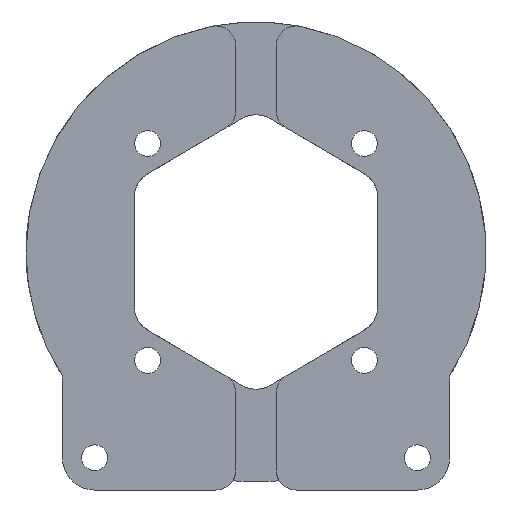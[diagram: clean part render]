
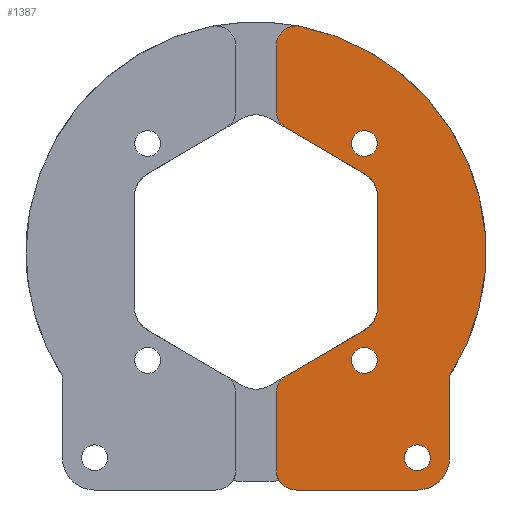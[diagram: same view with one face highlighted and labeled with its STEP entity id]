
A CAD part, front view. The second image highlights one B-rep face of the part: STEP entity #1387.
In plain terms, the highlighted planar face has unit normal (0, -1, 0).
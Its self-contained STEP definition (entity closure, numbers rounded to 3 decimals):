
#43=FACE_BOUND('',#180,.T.);
#44=FACE_BOUND('',#181,.T.);
#45=FACE_BOUND('',#182,.T.);
#63=PLANE('',#1498);
#94=FACE_OUTER_BOUND('',#179,.T.);
#179=EDGE_LOOP('',(#951,#952,#953,#954,#955,#956,#957,#958,#959,#960,#961,
#962,#963,#964,#965));
#180=EDGE_LOOP('',(#966));
#181=EDGE_LOOP('',(#967));
#182=EDGE_LOOP('',(#968));
#289=LINE('',#2199,#383);
#292=LINE('',#2205,#386);
#293=LINE('',#2209,#387);
#294=LINE('',#2213,#388);
#295=LINE('',#2217,#389);
#296=LINE('',#2221,#390);
#297=LINE('',#2225,#391);
#383=VECTOR('',#1722,10.);
#386=VECTOR('',#1727,10.);
#387=VECTOR('',#1730,10.);
#388=VECTOR('',#1733,10.);
#389=VECTOR('',#1736,10.);
#390=VECTOR('',#1739,10.);
#391=VECTOR('',#1742,10.);
#474=CIRCLE('',#1495,2.5);
#476=CIRCLE('',#1499,3.409);
#477=CIRCLE('',#1500,3.409);
#478=CIRCLE('',#1501,2.5);
#479=CIRCLE('',#1502,2.5);
#480=CIRCLE('',#1503,4.);
#481=CIRCLE('',#1504,28.5);
#482=CIRCLE('',#1505,2.5);
#483=CIRCLE('',#1506,1.6);
#484=CIRCLE('',#1507,1.6);
#485=CIRCLE('',#1508,1.6);
#590=VERTEX_POINT('',#2189);
#591=VERTEX_POINT('',#2190);
#594=VERTEX_POINT('',#2198);
#596=VERTEX_POINT('',#2204);
#597=VERTEX_POINT('',#2206);
#598=VERTEX_POINT('',#2208);
#599=VERTEX_POINT('',#2210);
#600=VERTEX_POINT('',#2212);
#601=VERTEX_POINT('',#2214);
#602=VERTEX_POINT('',#2216);
#603=VERTEX_POINT('',#2218);
#604=VERTEX_POINT('',#2220);
#605=VERTEX_POINT('',#2222);
#606=VERTEX_POINT('',#2224);
#607=VERTEX_POINT('',#2226);
#608=VERTEX_POINT('',#2229);
#609=VERTEX_POINT('',#2231);
#610=VERTEX_POINT('',#2233);
#727=EDGE_CURVE('',#590,#591,#474,.T.);
#731=EDGE_CURVE('',#594,#591,#289,.T.);
#734=EDGE_CURVE('',#590,#596,#292,.T.);
#735=EDGE_CURVE('',#596,#597,#476,.T.);
#736=EDGE_CURVE('',#597,#598,#293,.T.);
#737=EDGE_CURVE('',#598,#599,#477,.T.);
#738=EDGE_CURVE('',#599,#600,#294,.T.);
#739=EDGE_CURVE('',#601,#600,#478,.T.);
#740=EDGE_CURVE('',#601,#602,#295,.T.);
#741=EDGE_CURVE('',#603,#602,#479,.T.);
#742=EDGE_CURVE('',#603,#604,#296,.T.);
#743=EDGE_CURVE('',#605,#604,#480,.T.);
#744=EDGE_CURVE('',#605,#606,#297,.T.);
#745=EDGE_CURVE('',#606,#607,#481,.T.);
#746=EDGE_CURVE('',#594,#607,#482,.T.);
#747=EDGE_CURVE('',#608,#608,#483,.T.);
#748=EDGE_CURVE('',#609,#609,#484,.T.);
#749=EDGE_CURVE('',#610,#610,#485,.T.);
#951=ORIENTED_EDGE('',*,*,#727,.F.);
#952=ORIENTED_EDGE('',*,*,#734,.T.);
#953=ORIENTED_EDGE('',*,*,#735,.T.);
#954=ORIENTED_EDGE('',*,*,#736,.T.);
#955=ORIENTED_EDGE('',*,*,#737,.T.);
#956=ORIENTED_EDGE('',*,*,#738,.T.);
#957=ORIENTED_EDGE('',*,*,#739,.F.);
#958=ORIENTED_EDGE('',*,*,#740,.T.);
#959=ORIENTED_EDGE('',*,*,#741,.F.);
#960=ORIENTED_EDGE('',*,*,#742,.T.);
#961=ORIENTED_EDGE('',*,*,#743,.F.);
#962=ORIENTED_EDGE('',*,*,#744,.T.);
#963=ORIENTED_EDGE('',*,*,#745,.T.);
#964=ORIENTED_EDGE('',*,*,#746,.F.);
#965=ORIENTED_EDGE('',*,*,#731,.T.);
#966=ORIENTED_EDGE('',*,*,#747,.T.);
#967=ORIENTED_EDGE('',*,*,#748,.T.);
#968=ORIENTED_EDGE('',*,*,#749,.T.);
#1387=ADVANCED_FACE('',(#94,#43,#44,#45),#63,.F.);
#1495=AXIS2_PLACEMENT_3D('',#2191,#1714,#1715);
#1498=AXIS2_PLACEMENT_3D('',#2203,#1725,#1726);
#1499=AXIS2_PLACEMENT_3D('',#2207,#1728,#1729);
#1500=AXIS2_PLACEMENT_3D('',#2211,#1731,#1732);
#1501=AXIS2_PLACEMENT_3D('',#2215,#1734,#1735);
#1502=AXIS2_PLACEMENT_3D('',#2219,#1737,#1738);
#1503=AXIS2_PLACEMENT_3D('',#2223,#1740,#1741);
#1504=AXIS2_PLACEMENT_3D('',#2227,#1743,#1744);
#1505=AXIS2_PLACEMENT_3D('',#2228,#1745,#1746);
#1506=AXIS2_PLACEMENT_3D('',#2230,#1747,#1748);
#1507=AXIS2_PLACEMENT_3D('',#2232,#1749,#1750);
#1508=AXIS2_PLACEMENT_3D('',#2234,#1751,#1752);
#1714=DIRECTION('center_axis',(0.,1.,0.));
#1715=DIRECTION('ref_axis',(-0.868,0.,-0.497));
#1722=DIRECTION('',(0.,0.,-1.));
#1725=DIRECTION('center_axis',(0.,1.,0.));
#1726=DIRECTION('ref_axis',(1.,0.,0.));
#1727=DIRECTION('',(0.863,0.,-0.506));
#1728=DIRECTION('center_axis',(0.,1.,0.));
#1729=DIRECTION('ref_axis',(1.,0.,0.));
#1730=DIRECTION('',(0.,0.,-1.));
#1731=DIRECTION('center_axis',(0.,1.,0.));
#1732=DIRECTION('ref_axis',(1.,0.,0.));
#1733=DIRECTION('',(-0.863,0.,-0.506));
#1734=DIRECTION('center_axis',(0.,1.,0.));
#1735=DIRECTION('ref_axis',(-0.868,0.,0.497));
#1736=DIRECTION('',(0.,0.,-1.));
#1737=DIRECTION('center_axis',(0.,1.,0.));
#1738=DIRECTION('ref_axis',(-0.707,0.,-0.707));
#1739=DIRECTION('',(1.,0.,0.));
#1740=DIRECTION('center_axis',(0.,1.,0.));
#1741=DIRECTION('ref_axis',(0.707,0.,-0.707));
#1742=DIRECTION('',(0.,0.,1.));
#1743=DIRECTION('center_axis',(0.,-1.,0.));
#1744=DIRECTION('ref_axis',(1.,0.,0.));
#1745=DIRECTION('center_axis',(0.,1.,0.));
#1746=DIRECTION('ref_axis',(-0.635,0.,0.772));
#1747=DIRECTION('center_axis',(0.,1.,0.));
#1748=DIRECTION('ref_axis',(0.,0.,1.));
#1749=DIRECTION('center_axis',(0.,1.,0.));
#1750=DIRECTION('ref_axis',(0.,0.,1.));
#1751=DIRECTION('center_axis',(0.,1.,0.));
#1752=DIRECTION('ref_axis',(0.,0.,1.));
#2189=CARTESIAN_POINT('',(3.735,-11.,15.367));
#2190=CARTESIAN_POINT('',(2.5,-11.,17.524));
#2191=CARTESIAN_POINT('Origin',(5.,-11.,17.524));
#2198=CARTESIAN_POINT('',(2.5,-11.,25.515));
#2199=CARTESIAN_POINT('',(2.5,-11.,14.195));
#2203=CARTESIAN_POINT('Origin',(0.,-11.,0.));
#2204=CARTESIAN_POINT('',(13.416,-11.,9.69));
#2205=CARTESIAN_POINT('',(13.416,-11.,9.69));
#2206=CARTESIAN_POINT('',(15.1,-11.,6.75));
#2207=CARTESIAN_POINT('Origin',(11.691,-11.,6.75));
#2208=CARTESIAN_POINT('',(15.1,-11.,-6.75));
#2209=CARTESIAN_POINT('',(15.1,-11.,-6.75));
#2210=CARTESIAN_POINT('',(13.416,-11.,-9.69));
#2211=CARTESIAN_POINT('Origin',(11.691,-11.,-6.75));
#2212=CARTESIAN_POINT('',(3.735,-11.,-15.367));
#2213=CARTESIAN_POINT('',(13.416,-11.,-9.69));
#2214=CARTESIAN_POINT('',(2.5,-11.,-17.524));
#2215=CARTESIAN_POINT('Origin',(5.,-11.,-17.524));
#2216=CARTESIAN_POINT('',(2.5,-11.,-27.));
#2217=CARTESIAN_POINT('',(2.5,-11.,-8.046));
#2218=CARTESIAN_POINT('',(5.,-11.,-29.5));
#2219=CARTESIAN_POINT('Origin',(5.,-11.,-27.));
#2220=CARTESIAN_POINT('',(20.,-11.,-29.5));
#2221=CARTESIAN_POINT('',(-24.,-11.,-29.5));
#2222=CARTESIAN_POINT('',(24.,-11.,-25.5));
#2223=CARTESIAN_POINT('Origin',(20.,-11.,-25.5));
#2224=CARTESIAN_POINT('',(24.,-11.,-15.37));
#2225=CARTESIAN_POINT('',(24.,-11.,-29.5));
#2226=CARTESIAN_POINT('',(5.481,-11.,27.968));
#2227=CARTESIAN_POINT('Origin',(0.,-11.,0.));
#2228=CARTESIAN_POINT('Origin',(5.,-11.,25.515));
#2229=CARTESIAN_POINT('',(20.,-11.,-27.1));
#2230=CARTESIAN_POINT('Origin',(20.,-11.,-25.5));
#2231=CARTESIAN_POINT('',(13.435,-11.,11.835));
#2232=CARTESIAN_POINT('Origin',(13.435,-11.,13.435));
#2233=CARTESIAN_POINT('',(13.435,-11.,-15.035));
#2234=CARTESIAN_POINT('Origin',(13.435,-11.,-13.435));
